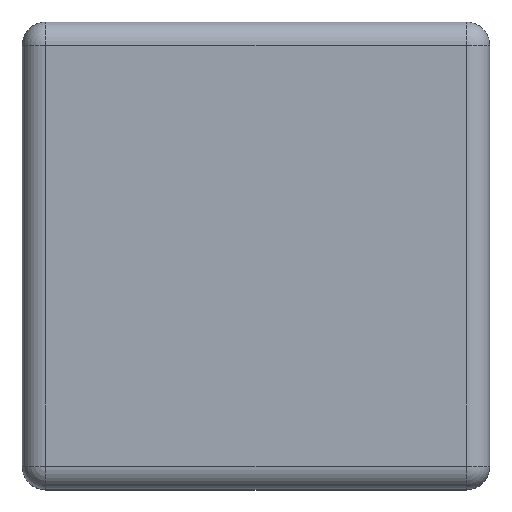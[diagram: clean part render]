
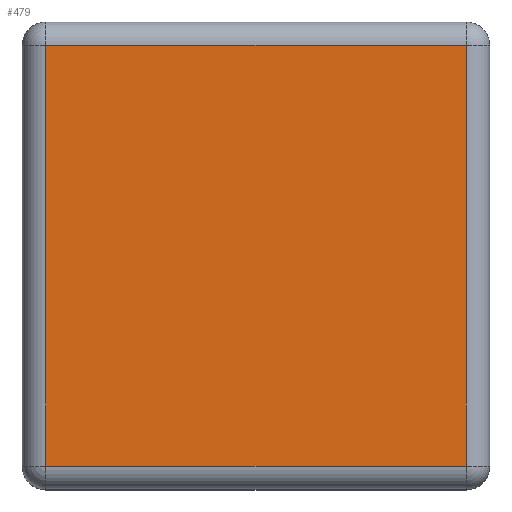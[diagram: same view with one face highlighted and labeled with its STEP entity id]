
A CAD part, top view. The second image highlights one B-rep face of the part: STEP entity #479.
In plain terms, the highlighted planar face has unit normal (0, 0, 1).
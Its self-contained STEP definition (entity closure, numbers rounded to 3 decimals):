
#127 = VERTEX_POINT('',#128);
#128 = CARTESIAN_POINT('',(-1.8,-1.8,2.5));
#310 = VERTEX_POINT('',#311);
#311 = CARTESIAN_POINT('',(-1.8,1.8,2.5));
#320 = EDGE_CURVE('',#310,#127,#321,.T.);
#321 = LINE('',#322,#323);
#322 = CARTESIAN_POINT('',(-1.8,1.8,2.5));
#323 = VECTOR('',#324,1.);
#324 = DIRECTION('',(-0.,-1.,-0.));
#337 = VERTEX_POINT('',#338);
#338 = CARTESIAN_POINT('',(1.8,-1.8,2.5));
#345 = EDGE_CURVE('',#127,#337,#346,.T.);
#346 = LINE('',#347,#348);
#347 = CARTESIAN_POINT('',(-1.8,-1.8,2.5));
#348 = VECTOR('',#349,1.);
#349 = DIRECTION('',(1.,0.,0.));
#479 = ADVANCED_FACE('',(#480),#498,.T.);
#480 = FACE_BOUND('',#481,.T.);
#481 = EDGE_LOOP('',(#482,#483,#491,#497));
#482 = ORIENTED_EDGE('',*,*,#345,.T.);
#483 = ORIENTED_EDGE('',*,*,#484,.T.);
#484 = EDGE_CURVE('',#337,#485,#487,.T.);
#485 = VERTEX_POINT('',#486);
#486 = CARTESIAN_POINT('',(1.8,1.8,2.5));
#487 = LINE('',#488,#489);
#488 = CARTESIAN_POINT('',(1.8,-1.8,2.5));
#489 = VECTOR('',#490,1.);
#490 = DIRECTION('',(0.,1.,0.));
#491 = ORIENTED_EDGE('',*,*,#492,.T.);
#492 = EDGE_CURVE('',#485,#310,#493,.T.);
#493 = LINE('',#494,#495);
#494 = CARTESIAN_POINT('',(1.8,1.8,2.5));
#495 = VECTOR('',#496,1.);
#496 = DIRECTION('',(-1.,-0.,-0.));
#497 = ORIENTED_EDGE('',*,*,#320,.T.);
#498 = PLANE('',#499);
#499 = AXIS2_PLACEMENT_3D('',#500,#501,#502);
#500 = CARTESIAN_POINT('',(-2.,-2.,2.5));
#501 = DIRECTION('',(0.,0.,1.));
#502 = DIRECTION('',(1.,0.,0.));
